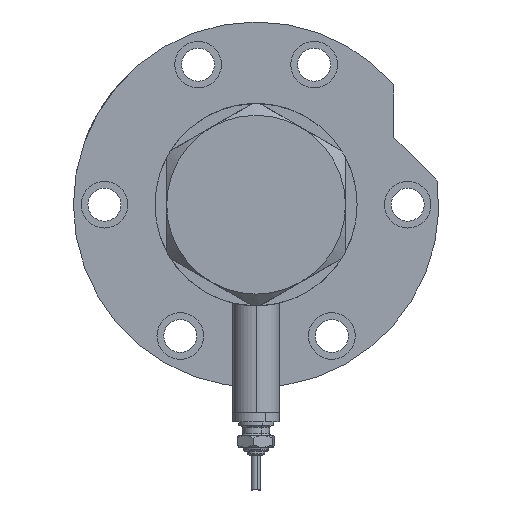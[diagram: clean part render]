
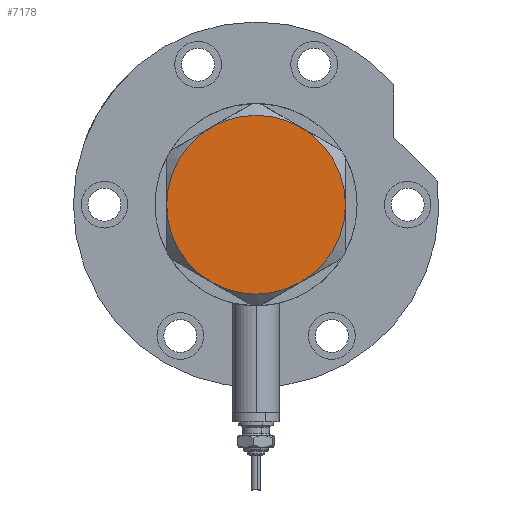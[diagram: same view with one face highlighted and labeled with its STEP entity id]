
A CAD part, left-side view. The second image highlights one B-rep face of the part: STEP entity #7178.
In plain terms, the highlighted face is planar.
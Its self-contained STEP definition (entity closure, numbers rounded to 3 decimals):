
#5 = VERTEX_POINT ( 'NONE', #3297 ) ;
#322 = EDGE_CURVE ( 'NONE', #3557, #3469, #7691, .T. ) ;
#483 = DIRECTION ( 'NONE',  ( 0., 0., 1. ) ) ;
#490 = ORIENTED_EDGE ( 'NONE', *, *, #8580, .T. ) ;
#738 = ORIENTED_EDGE ( 'NONE', *, *, #4932, .T. ) ;
#893 = EDGE_CURVE ( 'NONE', #4618, #926, #966, .T. ) ;
#926 = VERTEX_POINT ( 'NONE', #1261 ) ;
#966 = CIRCLE ( 'NONE', #2936, 23. ) ;
#1261 = CARTESIAN_POINT ( 'NONE',  ( -23., 0., 9. ) ) ;
#1342 = DIRECTION ( 'NONE',  ( 1., 0., 0. ) ) ;
#1465 = CIRCLE ( 'NONE', #8068, 23. ) ;
#1706 = CARTESIAN_POINT ( 'NONE',  ( 0., 0., 9. ) ) ;
#1780 = ORIENTED_EDGE ( 'NONE', *, *, #893, .T. ) ;
#1800 = DIRECTION ( 'NONE',  ( 1., 0., 0. ) ) ;
#1810 = CIRCLE ( 'NONE', #3776, 23. ) ;
#2179 = EDGE_CURVE ( 'NONE', #3469, #5, #7721, .T. ) ;
#2251 = CARTESIAN_POINT ( 'NONE',  ( 11.5, 19.919, 9. ) ) ;
#2370 = CARTESIAN_POINT ( 'NONE',  ( -11.5, 19.919, 9. ) ) ;
#2704 = DIRECTION ( 'NONE',  ( 0., 0., 1. ) ) ;
#2936 = AXIS2_PLACEMENT_3D ( 'NONE', #7325, #2704, #1342 ) ;
#2988 = VERTEX_POINT ( 'NONE', #2251 ) ;
#3140 = DIRECTION ( 'NONE',  ( 0., 0., 1. ) ) ;
#3187 = AXIS2_PLACEMENT_3D ( 'NONE', #8400, #5015, #7129 ) ;
#3291 = ORIENTED_EDGE ( 'NONE', *, *, #2179, .T. ) ;
#3297 = CARTESIAN_POINT ( 'NONE',  ( 23., 0., 9. ) ) ;
#3395 = ORIENTED_EDGE ( 'NONE', *, *, #322, .T. ) ;
#3469 = VERTEX_POINT ( 'NONE', #8171 ) ;
#3557 = VERTEX_POINT ( 'NONE', #5305 ) ;
#3728 = DIRECTION ( 'NONE',  ( 1., 0., 0. ) ) ;
#3776 = AXIS2_PLACEMENT_3D ( 'NONE', #4386, #8305, #3728 ) ;
#4220 = ORIENTED_EDGE ( 'NONE', *, *, #5587, .T. ) ;
#4386 = CARTESIAN_POINT ( 'NONE',  ( 0., 0., 9. ) ) ;
#4569 = CIRCLE ( 'NONE', #7374, 23. ) ;
#4618 = VERTEX_POINT ( 'NONE', #2370 ) ;
#4729 = DIRECTION ( 'NONE',  ( 1., 0., 0. ) ) ;
#4932 = EDGE_CURVE ( 'NONE', #5, #2988, #1465, .T. ) ;
#4970 = FACE_OUTER_BOUND ( 'NONE', #8619, .T. ) ;
#5015 = DIRECTION ( 'NONE',  ( 0., 0., 1. ) ) ;
#5208 = DIRECTION ( 'NONE',  ( 1., 0., 0. ) ) ;
#5305 = CARTESIAN_POINT ( 'NONE',  ( -11.5, -19.919, 9. ) ) ;
#5339 = CARTESIAN_POINT ( 'NONE',  ( 0., 0., 9. ) ) ;
#5587 = EDGE_CURVE ( 'NONE', #2988, #4618, #4569, .T. ) ;
#6059 = DIRECTION ( 'NONE',  ( 0., 0., 1. ) ) ;
#6099 = DIRECTION ( 'NONE',  ( 0., 0., 1. ) ) ;
#6268 = DIRECTION ( 'NONE',  ( 1., 0., 0. ) ) ;
#7129 = DIRECTION ( 'NONE',  ( 1., 0., 0. ) ) ;
#7171 = CARTESIAN_POINT ( 'NONE',  ( 0., 0., 9. ) ) ;
#7174 = AXIS2_PLACEMENT_3D ( 'NONE', #1706, #6059, #4729 ) ;
#7178 = ADVANCED_FACE ( 'NONE', ( #4970 ), #8356, .T. ) ;
#7325 = CARTESIAN_POINT ( 'NONE',  ( 0., 0., 9. ) ) ;
#7374 = AXIS2_PLACEMENT_3D ( 'NONE', #5339, #3140, #5208 ) ;
#7540 = CARTESIAN_POINT ( 'NONE',  ( 0., 0., 9. ) ) ;
#7691 = CIRCLE ( 'NONE', #8672, 23. ) ;
#7721 = CIRCLE ( 'NONE', #7174, 23. ) ;
#8068 = AXIS2_PLACEMENT_3D ( 'NONE', #7540, #6099, #6268 ) ;
#8171 = CARTESIAN_POINT ( 'NONE',  ( 11.5, -19.919, 9. ) ) ;
#8305 = DIRECTION ( 'NONE',  ( 0., 0., 1. ) ) ;
#8356 = PLANE ( 'NONE',  #3187 ) ;
#8400 = CARTESIAN_POINT ( 'NONE',  ( 0., 0., 9. ) ) ;
#8580 = EDGE_CURVE ( 'NONE', #926, #3557, #1810, .T. ) ;
#8619 = EDGE_LOOP ( 'NONE', ( #3291, #738, #4220, #1780, #490, #3395 ) ) ;
#8672 = AXIS2_PLACEMENT_3D ( 'NONE', #7171, #483, #1800 ) ;
